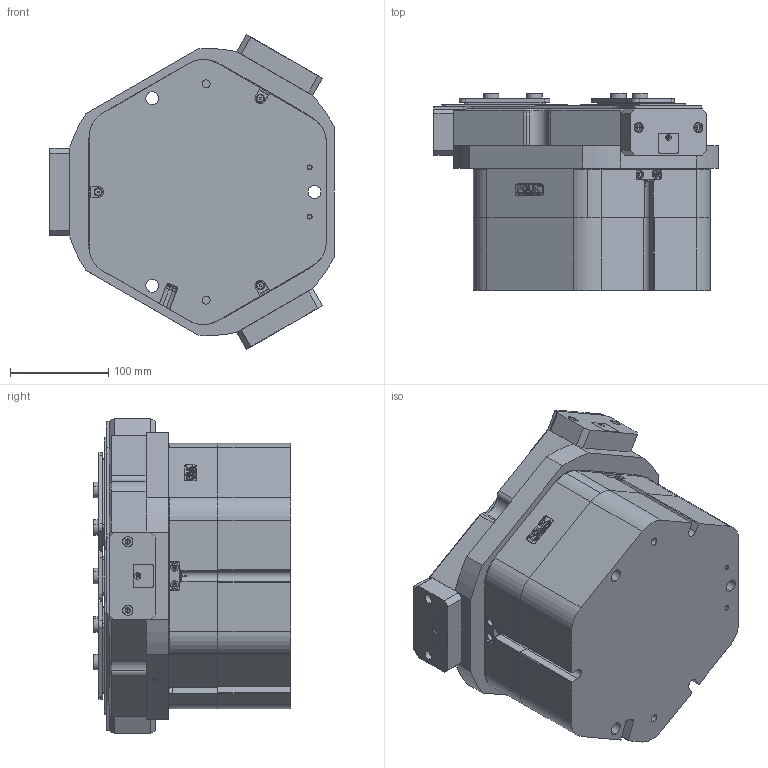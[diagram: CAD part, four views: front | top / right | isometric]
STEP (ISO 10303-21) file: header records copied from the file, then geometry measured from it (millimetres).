
FILE_DESCRIPTION (( 'STEP AP203' ), '1' );
FILE_NAME ('FZ185-292-S-P-NO.STEP', '2024-12-20T08:07:57', ( 'USER-' ), ( 'Microsoft' ), 'SwSTEP 2.0', 'SolidWorks 2018', '' );
FILE_SCHEMA (( 'CONFIG_CONTROL_DESIGN' ));
Length unit declared in the file: millimetre
Products named in the file (17): FZ185-292-S-P; TZT185-292-S-02 賑輸; TR300-15-1晚假蚾輸; TZT185-292-M-12 耜猾极; 昹親棠覜羲壽; TZT185-292-M-01 褲极; 湮酴; 32x12-R2; ﾏ擎ﾗ16｡ﾁ12｡ﾁ16; TZT185-292-M-15 耜猾苤裔; TZT185-292-M-11 奻葡裔啣; FZ185-292-S-P-NO; TZT185-292-S; TZT185-292-S-14 忒硌薊啣; TZT185-292-S-13 痄雄結啣; M8-30諉輪羲壽; TZT185-292-M-NO-05 菁裔啣
Assembly tree (40 placements, depth 4):
  FZ185-292-S-P-NO
    FZ185-292-S-P
      TZT185-292-S
        TZT185-292-M-01 褲极
        TZT185-292-S-02 賑輸  x3
        TR300-15-1晚假蚾輸  x3
        湮酴  x3
        32x12-R2
        M8-30諉輪羲壽  x3
        昹親棠覜羲壽  x2
      TZT185-292-M-11 奻葡裔啣
      TZT185-292-M-12 耜猾极  x3
      TZT185-292-S-13 痄雄結啣  x3
      TZT185-292-S-14 忒硌薊啣  x3
      TZT185-292-M-15 耜猾苤裔  x3
      昹親棠覜羲壽  x2
      ﾏ擎ﾗ16｡ﾁ12｡ﾁ16  x6
    TZT185-292-M-NO-05 菁裔啣
Bounding box: 289 x 200.5 x 319.9 mm (x, y, z)
Volume: 9589830.6 mm3; surface area: 777742.9 mm2
Topology: 38 solids, 38 shells, 2249 faces, 5818 edges, 3709 vertices
Faces by surface type: plane 1086, cylinder 708, cone 277, bspline 166, torus 12
Entity records: 53283 total; most frequent: CARTESIAN_POINT 14963, ORIENTED_EDGE 7632, DIRECTION 7132, EDGE_CURVE 3816, VERTEX_POINT 2465, VECTOR 2462, LINE 2462, AXIS2_PLACEMENT_3D 2335
